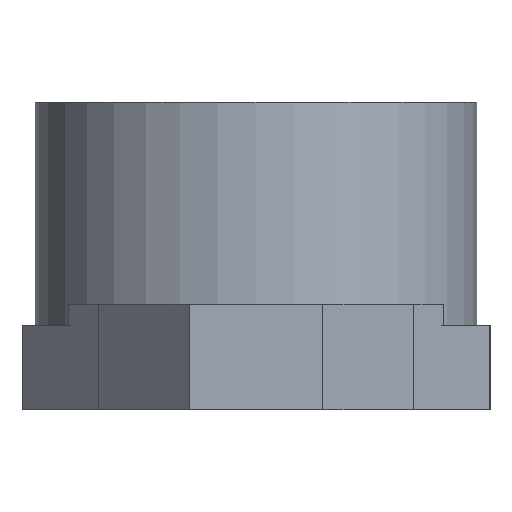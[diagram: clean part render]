
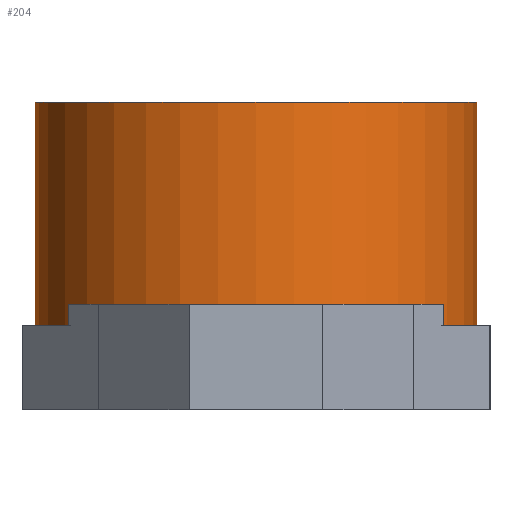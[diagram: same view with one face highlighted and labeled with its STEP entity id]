
A CAD part, left-side view. The second image highlights one B-rep face of the part: STEP entity #204.
In plain terms, the highlighted cylindrical face has radius 2.1 mm (diameter 4.2 mm), a partial arc.
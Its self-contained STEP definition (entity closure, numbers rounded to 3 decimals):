
#163=CARTESIAN_POINT('',(0.0,0.0,0.8));
#164=DIRECTION('',(0.0,0.0,1.0));
#165=DIRECTION('',(0.0,-1.0,0.0));
#166=AXIS2_PLACEMENT_3D('',#163,#164,#165);
#167=CYLINDRICAL_SURFACE('',#166,2.1);
#168=CARTESIAN_POINT('',(0.,-2.1,2.92));
#169=VERTEX_POINT('',#168);
#170=CARTESIAN_POINT('',(0.,-2.1,0.8));
#171=VERTEX_POINT('',#170);
#172=CARTESIAN_POINT('',(0.,-2.1,2.92));
#173=DIRECTION('',(0.0,0.0,-1.0));
#174=VECTOR('',#173,2.12);
#175=LINE('',#172,#174);
#176=EDGE_CURVE('',#169,#171,#175,.T.);
#177=ORIENTED_EDGE('',*,*,#176,.F.);
#178=CARTESIAN_POINT('',(0.,2.1,2.92));
#179=VERTEX_POINT('',#178);
#180=CARTESIAN_POINT('',(0.0,0.0,2.92));
#181=DIRECTION('',(0.0,0.0,-1.0));
#182=DIRECTION('',(0.0,-1.0,0.0));
#183=AXIS2_PLACEMENT_3D('',#180,#181,#182);
#184=CIRCLE('',#183,2.1);
#185=EDGE_CURVE('',#169,#179,#184,.T.);
#186=ORIENTED_EDGE('',*,*,#185,.T.);
#187=CARTESIAN_POINT('',(0.,2.1,0.8));
#188=VERTEX_POINT('',#187);
#189=CARTESIAN_POINT('',(0.,2.1,2.92));
#190=DIRECTION('',(0.0,0.0,-1.0));
#191=VECTOR('',#190,2.12);
#192=LINE('',#189,#191);
#193=EDGE_CURVE('',#179,#188,#192,.T.);
#194=ORIENTED_EDGE('',*,*,#193,.T.);
#195=CARTESIAN_POINT('',(0.0,0.0,0.8));
#196=DIRECTION('',(0.0,0.0,1.0));
#197=DIRECTION('',(0.0,-1.0,0.0));
#198=AXIS2_PLACEMENT_3D('',#195,#196,#197);
#199=CIRCLE('',#198,2.1);
#200=EDGE_CURVE('',#188,#171,#199,.T.);
#201=ORIENTED_EDGE('',*,*,#200,.T.);
#202=EDGE_LOOP('',(#177,#186,#194,#201));
#203=FACE_OUTER_BOUND('',#202,.T.);
#204=ADVANCED_FACE('',(#203),#167,.T.);
